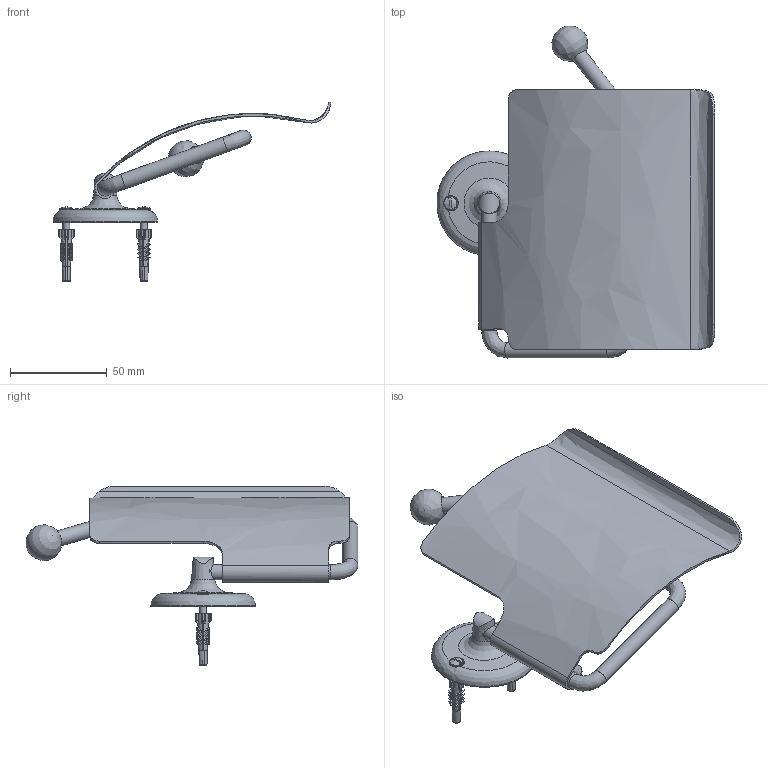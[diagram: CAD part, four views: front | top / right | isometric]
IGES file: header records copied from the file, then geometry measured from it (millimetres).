
Global section: file name: N37-C; native system: Autodesk Inventor 2018; preprocessor: unknown; author: ashami; date: 20190705.122639; units: millimetre
Bounding box: 143.61 x 171.49 x 92.76 mm (x, y, z)
Volume: 52514.4 mm3; surface area: 55226.5 mm2
Topology: 8 solids, 8 shells, 503 faces, 1504 edges, 998 vertices
Faces by surface type: bspline 503
